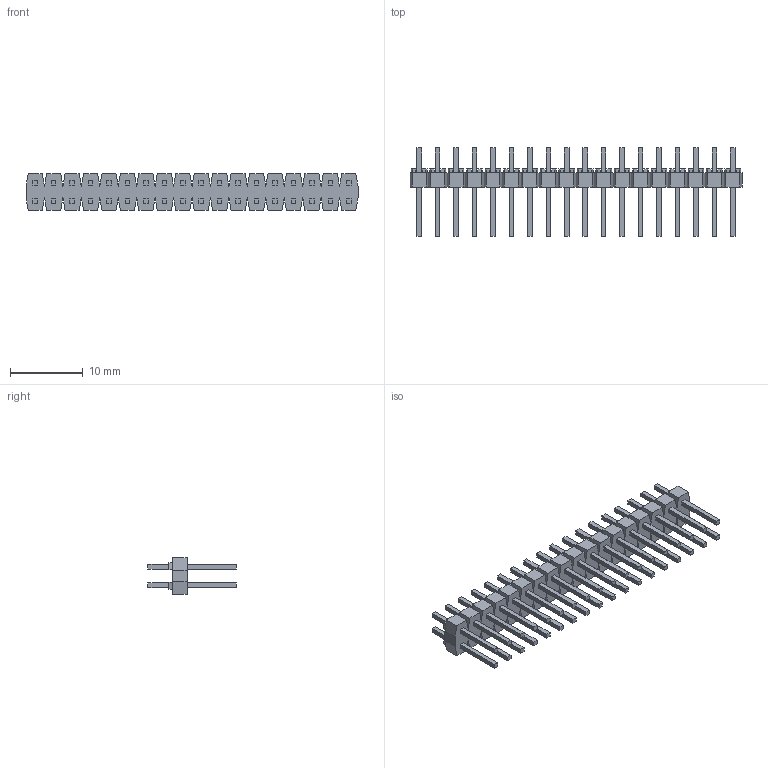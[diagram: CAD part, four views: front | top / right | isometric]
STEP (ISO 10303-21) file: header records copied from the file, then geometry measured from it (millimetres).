
FILE_DESCRIPTION(('STEP AP214'),'1');
FILE_NAME('6346.stp','2017-07-19T11:34:37',('TraceParts'),('TraceParts S.A.'),'Spatial InterOp 3D',' ',' ');
FILE_SCHEMA(('automotive_design'));
Length unit declared in the file: millimetre
Products named in the file (1): 6346
Bounding box: 45.72 x 12.15 x 5.08 mm (x, y, z)
Volume: 593.1 mm3; surface area: 1865.6 mm2
Topology: 1 solids, 1 shells, 832 faces, 2058 edges, 1372 vertices
Faces by surface type: plane 832
Entity records: 30782 total; most frequent: CARTESIAN_POINT 4263, ORIENTED_EDGE 4116, DIRECTION 3724, EDGE_CURVE 2058, LINE 2058, VECTOR 2058, VERTEX_POINT 1372, EDGE_LOOP 976
